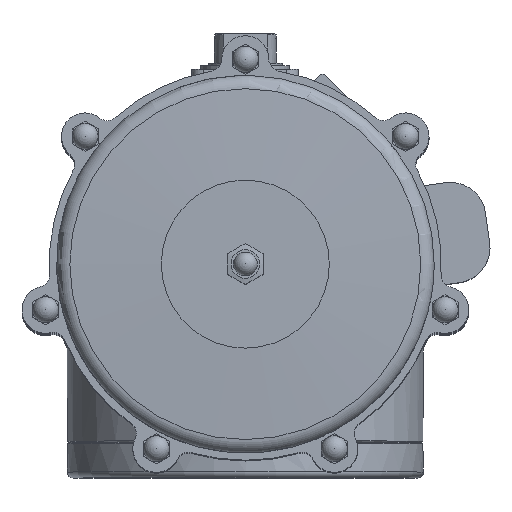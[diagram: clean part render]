
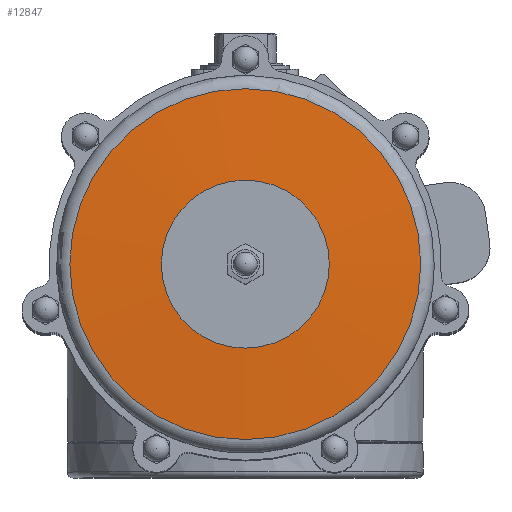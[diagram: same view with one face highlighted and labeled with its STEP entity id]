
A CAD part, top view. The second image highlights one B-rep face of the part: STEP entity #12847.
In plain terms, the highlighted spherical face has radius 2501 mm.
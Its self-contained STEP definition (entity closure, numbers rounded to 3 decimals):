
#31=SPHERICAL_SURFACE('',#13864,2501.);
#2957=CIRCLE('',#13621,147.709);
#3120=CIRCLE('',#13863,70.718);
#4249=ORIENTED_EDGE('',*,*,#7502,.T.);
#4250=ORIENTED_EDGE('',*,*,#7906,.F.);
#7502=EDGE_CURVE('',#9412,#9412,#2957,.T.);
#7906=EDGE_CURVE('',#9744,#9744,#3120,.T.);
#9412=VERTEX_POINT('',#19357);
#9744=VERTEX_POINT('',#20640);
#10909=EDGE_LOOP('',(#4249));
#10910=EDGE_LOOP('',(#4250));
#11893=FACE_BOUND('',#10909,.T.);
#11894=FACE_BOUND('',#10910,.T.);
#12847=ADVANCED_FACE('',(#11893,#11894),#31,.T.);
#13621=AXIS2_PLACEMENT_3D('',#19356,#15170,#15171);
#13863=AXIS2_PLACEMENT_3D('',#20639,#15798,#15799);
#13864=AXIS2_PLACEMENT_3D('',#20641,#15800,#15801);
#15170=DIRECTION('',(0.,0.,1.));
#15171=DIRECTION('',(1.,0.,0.));
#15798=DIRECTION('',(0.,0.,1.));
#15799=DIRECTION('',(1.,0.,0.));
#15800=DIRECTION('',(0.,0.,1.));
#15801=DIRECTION('',(1.,0.,0.));
#19356=CARTESIAN_POINT('',(0.,0.,588.634));
#19357=CARTESIAN_POINT('',(147.709,0.,588.634));
#20639=CARTESIAN_POINT('',(0.,0.,592.));
#20640=CARTESIAN_POINT('',(70.718,0.,592.));
#20641=CARTESIAN_POINT('',(0.,0.,-1908.));
